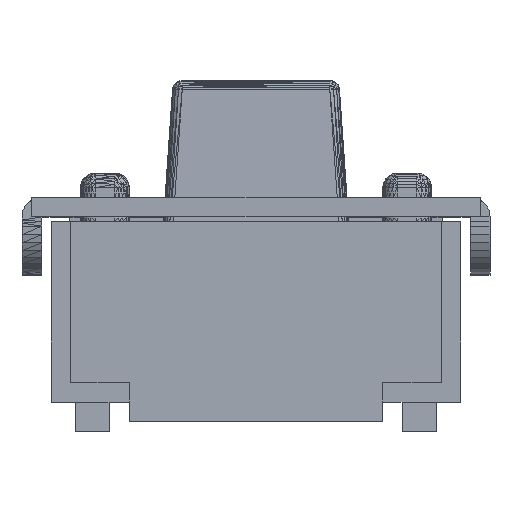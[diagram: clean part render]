
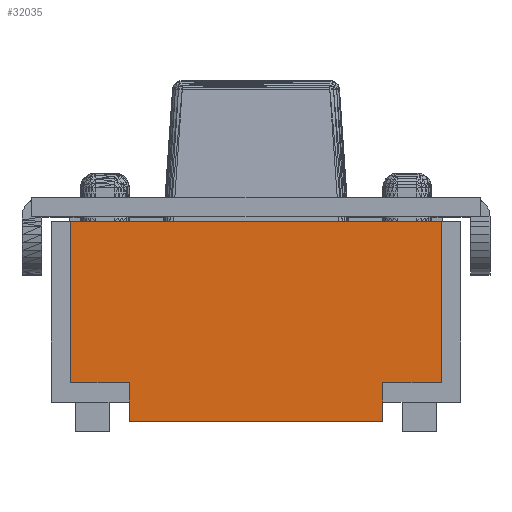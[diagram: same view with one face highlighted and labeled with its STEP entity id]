
A CAD part, top view. The second image highlights one B-rep face of the part: STEP entity #32035.
In plain terms, the highlighted planar face has unit normal (0, 0, 1).
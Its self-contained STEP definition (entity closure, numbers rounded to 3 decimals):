
#269 = VERTEX_POINT('',#270);
#270 = CARTESIAN_POINT('',(1.3,-1.025,0.85
    ));
#276 = EDGE_CURVE('',#277,#269,#279,.T.);
#277 = VERTEX_POINT('',#278);
#278 = CARTESIAN_POINT('',(-1.3,-1.025,
    0.85));
#279 = LINE('',#280,#281);
#280 = CARTESIAN_POINT('',(-1.3,-1.025,
    0.85));
#281 = VECTOR('',#282,1.);
#282 = DIRECTION('',(1.,0.,0.));
#332 = VERTEX_POINT('',#333);
#333 = CARTESIAN_POINT('',(1.9,-0.625,0.85));
#339 = EDGE_CURVE('',#340,#332,#342,.T.);
#340 = VERTEX_POINT('',#341);
#341 = CARTESIAN_POINT('',(1.3,-0.625,0.85));
#342 = LINE('',#343,#344);
#343 = CARTESIAN_POINT('',(1.3,-0.625,0.85));
#344 = VECTOR('',#345,1.);
#345 = DIRECTION('',(1.,0.,0.));
#13881 = VERTEX_POINT('',#13882);
#13882 = CARTESIAN_POINT('',(-1.9,1.025,
    0.85));
#13888 = EDGE_CURVE('',#13889,#13881,#13891,.T.);
#13889 = VERTEX_POINT('',#13890);
#13890 = CARTESIAN_POINT('',(1.9,1.025,
    0.85));
#13891 = LINE('',#13892,#13893);
#13892 = CARTESIAN_POINT('',(1.9,1.025,
    0.85));
#13893 = VECTOR('',#13894,1.);
#13894 = DIRECTION('',(-1.,0.,0.));
#31246 = VERTEX_POINT('',#31247);
#31247 = CARTESIAN_POINT('',(-1.9,-0.625,0.85));
#31255 = VERTEX_POINT('',#31256);
#31256 = CARTESIAN_POINT('',(-1.3,-0.625,0.85));
#31262 = EDGE_CURVE('',#31246,#31255,#31263,.T.);
#31263 = LINE('',#31264,#31265);
#31264 = CARTESIAN_POINT('',(-1.9,-0.625,0.85));
#31265 = VECTOR('',#31266,1.);
#31266 = DIRECTION('',(1.,0.,0.));
#31276 = EDGE_CURVE('',#31255,#277,#31277,.T.);
#31277 = LINE('',#31278,#31279);
#31278 = CARTESIAN_POINT('',(-1.3,-0.625,0.85));
#31279 = VECTOR('',#31280,1.);
#31280 = DIRECTION('',(0.,-1.,0.));
#32035 = ADVANCED_FACE('',(#32036),#32061,.T.);
#32036 = FACE_BOUND('',#32037,.T.);
#32037 = EDGE_LOOP('',(#32038,#32039,#32045,#32046,#32052,#32053,#32054,
    #32055));
#32038 = ORIENTED_EDGE('',*,*,#339,.T.);
#32039 = ORIENTED_EDGE('',*,*,#32040,.T.);
#32040 = EDGE_CURVE('',#332,#13889,#32041,.T.);
#32041 = LINE('',#32042,#32043);
#32042 = CARTESIAN_POINT('',(1.9,-0.625,0.85));
#32043 = VECTOR('',#32044,1.);
#32044 = DIRECTION('',(0.,1.,0.));
#32045 = ORIENTED_EDGE('',*,*,#13888,.T.);
#32046 = ORIENTED_EDGE('',*,*,#32047,.T.);
#32047 = EDGE_CURVE('',#13881,#31246,#32048,.T.);
#32048 = LINE('',#32049,#32050);
#32049 = CARTESIAN_POINT('',(-1.9,1.025,
    0.85));
#32050 = VECTOR('',#32051,1.);
#32051 = DIRECTION('',(0.,-1.,0.));
#32052 = ORIENTED_EDGE('',*,*,#31262,.T.);
#32053 = ORIENTED_EDGE('',*,*,#31276,.T.);
#32054 = ORIENTED_EDGE('',*,*,#276,.T.);
#32055 = ORIENTED_EDGE('',*,*,#32056,.T.);
#32056 = EDGE_CURVE('',#269,#340,#32057,.T.);
#32057 = LINE('',#32058,#32059);
#32058 = CARTESIAN_POINT('',(1.3,-1.025,
    0.85));
#32059 = VECTOR('',#32060,1.);
#32060 = DIRECTION('',(0.,1.,0.));
#32061 = PLANE('',#32062);
#32062 = AXIS2_PLACEMENT_3D('',#32063,#32064,#32065);
#32063 = CARTESIAN_POINT('',(0.,0.041,0.85));
#32064 = DIRECTION('',(0.,0.,1.));
#32065 = DIRECTION('',(1.,0.,-0.));
